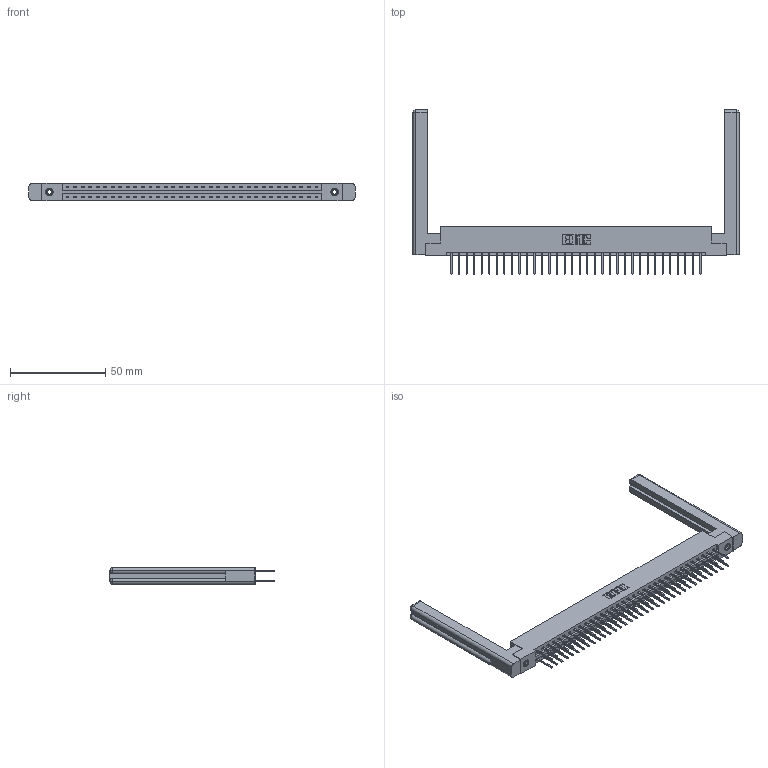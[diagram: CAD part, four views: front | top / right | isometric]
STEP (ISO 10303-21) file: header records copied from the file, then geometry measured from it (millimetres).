
FILE_DESCRIPTION (( 'STEP AP203' ), '1' );
FILE_NAME ('387-068-523-258.STEP', '2019-10-19T20:30:06', ( '' ), ( '' ), 'SwSTEP 2.0', 'SolidWorks 2016', '' );
FILE_SCHEMA (( 'CONFIG_CONTROL_DESIGN' ));
Length unit declared in the file: inch
Products named in the file (5): 337 Part_Flush Mounting Lugs - 0.156 Dia-TI; 345-292-001_345-293-123; 345-250-001_345-250-001-102; 307-220-058; 387-068-523-258
Assembly tree (73 placements, depth 2):
  387-068-523-258
    337 Part_Flush Mounting Lugs - 0.156 Dia-TI
    345-292-001_345-293-123  x68
    345-250-001_345-250-001-102  x2
    307-220-058  x2
Bounding box: 171.35 x 86.24 x 9.4 mm (x, y, z)
Volume: 25233.3 mm3; surface area: 26083.3 mm2
Topology: 73 solids, 73 shells, 3928 faces, 11613 edges, 7638 vertices
Faces by surface type: plane 2738, cylinder 1166, cone 12, torus 12
Entity records: 30048 total; most frequent: CARTESIAN_POINT 5077, ORIENTED_EDGE 4952, DIRECTION 4348, EDGE_CURVE 2476, LINE 2300, VECTOR 2300, VERTEX_POINT 1642, AXIS2_PLACEMENT_3D 1024
